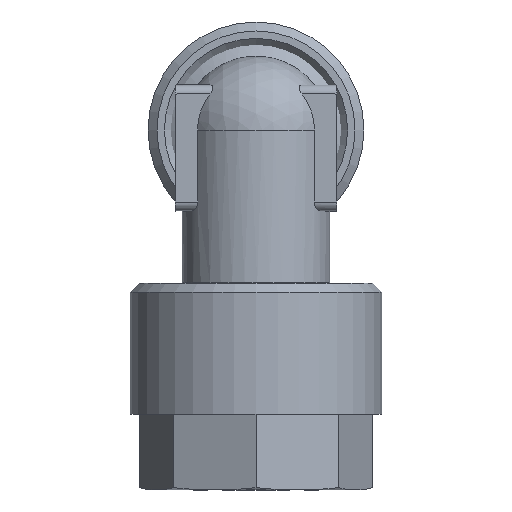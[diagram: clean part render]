
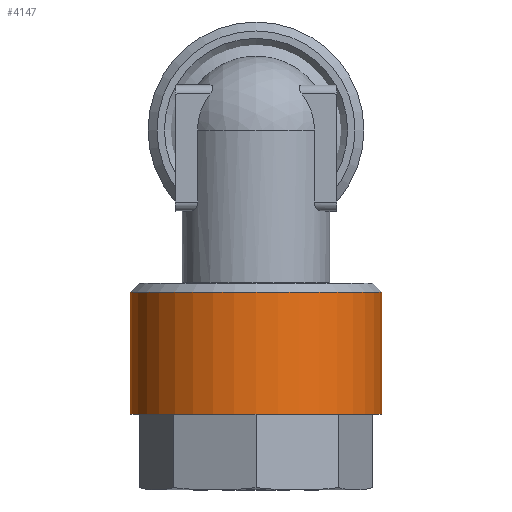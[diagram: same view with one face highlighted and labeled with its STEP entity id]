
A CAD part, left-side view. The second image highlights one B-rep face of the part: STEP entity #4147.
In plain terms, the highlighted cylindrical face has radius 7 mm (diameter 14 mm), a full revolution.
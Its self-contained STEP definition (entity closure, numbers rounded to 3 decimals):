
#2262=CYLINDRICAL_SURFACE('',#3932,7.);
#2377=ORIENTED_EDGE('',*,*,#2941,.F.);
#2378=ORIENTED_EDGE('',*,*,#2942,.T.);
#2694=CIRCLE('',#3931,7.);
#2695=CIRCLE('',#3933,7.);
#2785=VERTEX_POINT('',#4326);
#2786=VERTEX_POINT('',#4329);
#2941=EDGE_CURVE('',#2785,#2785,#2694,.T.);
#2942=EDGE_CURVE('',#2786,#2786,#2695,.T.);
#3121=EDGE_LOOP('',(#2377));
#3122=EDGE_LOOP('',(#2378));
#3263=FACE_BOUND('',#3121,.T.);
#3264=FACE_BOUND('',#3122,.T.);
#3496=DIRECTION('',(0.,1.,0.));
#3497=DIRECTION('',(0.,0.,-7.));
#3498=DIRECTION('',(0.,1.,0.));
#3499=DIRECTION('',(1.,0.,0.));
#3500=DIRECTION('',(0.,1.,0.));
#3501=DIRECTION('',(0.,0.,7.));
#3931=AXIS2_PLACEMENT_3D('',#4327,#3496,#3497);
#3932=AXIS2_PLACEMENT_3D('',#4328,#3498,#3499);
#3933=AXIS2_PLACEMENT_3D('',#4330,#3500,#3501);
#4147=ADVANCED_FACE('',(#3263,#3264),#2262,.T.);
#4326=CARTESIAN_POINT('',(26.989,21.895,-7.));
#4327=CARTESIAN_POINT('',(26.989,21.895,0.));
#4328=CARTESIAN_POINT('',(26.989,15.095,0.));
#4329=CARTESIAN_POINT('',(26.989,15.095,7.));
#4330=CARTESIAN_POINT('',(26.989,15.095,0.));
